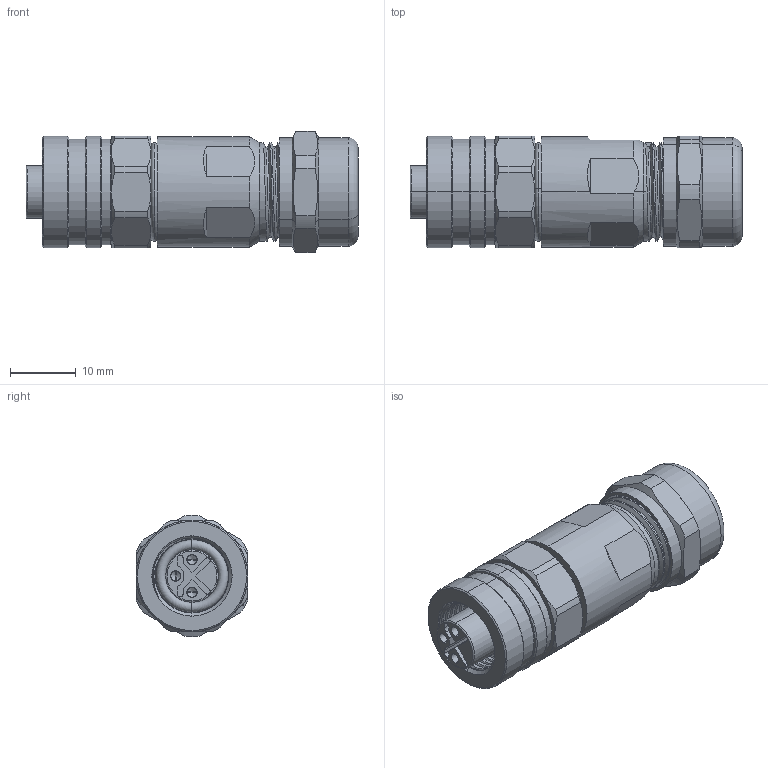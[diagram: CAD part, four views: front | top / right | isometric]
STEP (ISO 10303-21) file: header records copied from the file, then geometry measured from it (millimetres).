
FILE_DESCRIPTION (( 'STEP AP203' ), '1' );
FILE_NAME ('55-00453.STEP', '2025-03-25T01:48:35', ( '' ), ( '' ), 'SwSTEP 2.0', 'SolidWorks 2021', '' );
FILE_SCHEMA (( 'CONFIG_CONTROL_DESIGN' ));
Length unit declared in the file: millimetre
Products named in the file (12): 55-00453-06_step; 55-00453-10___; 55-00453-08___; 55-00453-07___; 55-00453-09___; 55-00453-12___; 55-00453; 55-00453-01___; 55-00453-11___; 55-00453-03___; 55-00453-04___; 55-00453-02___
Assembly tree (13 placements, depth 2):
  55-00453
    55-00453-01___
    55-00453-02___
    55-00453-03___
    55-00453-04___
    55-00453-06_step
    55-00453-07___
    55-00453-08___
    55-00453-09___
    55-00453-10___
    55-00453-11___  x3
    55-00453-12___
Bounding box: 50.5 x 17 x 18.49 mm (x, y, z)
Volume: 7421.3 mm3; surface area: 11353 mm2
Topology: 13 solids, 13 shells, 501 faces, 1284 edges, 815 vertices
Faces by surface type: cylinder 191, plane 182, cone 83, torus 28, bspline 17
Entity records: 19579 total; most frequent: CARTESIAN_POINT 8006, ORIENTED_EDGE 2224, DIRECTION 2121, EDGE_CURVE 1112, AXIS2_PLACEMENT_3D 832, VERTEX_POINT 715, EDGE_LOOP 473, LINE 457
